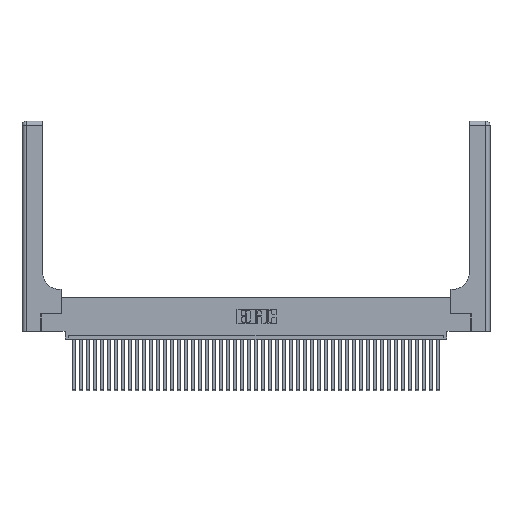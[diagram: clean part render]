
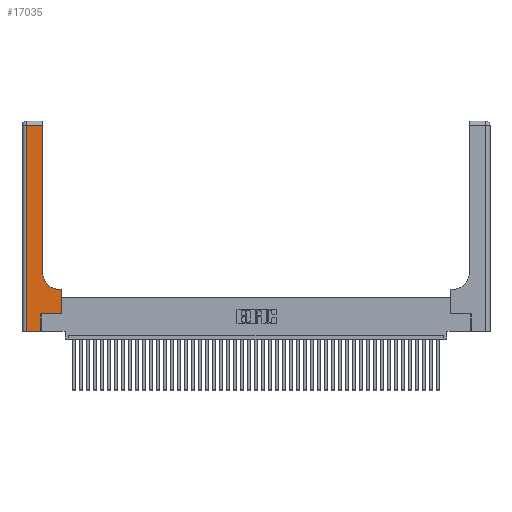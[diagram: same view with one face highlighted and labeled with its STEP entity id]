
A CAD part, top view. The second image highlights one B-rep face of the part: STEP entity #17035.
In plain terms, the highlighted planar face has unit normal (0, 0, 1).
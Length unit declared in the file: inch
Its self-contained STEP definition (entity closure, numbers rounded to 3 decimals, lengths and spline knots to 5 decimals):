
#327 = EDGE_CURVE ( 'NONE', #30650, #2392, #43159, .T. ) ;
#1092 = ORIENTED_EDGE ( 'NONE', *, *, #31781, .T. ) ;
#1344 = VERTEX_POINT ( 'NONE', #11009 ) ;
#1785 = EDGE_CURVE ( 'NONE', #1344, #15109, #15187, .T. ) ;
#2057 = CARTESIAN_POINT ( 'NONE',  ( 0.269, 0.25, 0.37 ) ) ;
#2392 = VERTEX_POINT ( 'NONE', #34025 ) ;
#4223 = LINE ( 'NONE', #19641, #27883 ) ;
#4965 = DIRECTION ( 'NONE',  ( 0., 1., 0. ) ) ;
#5244 = CARTESIAN_POINT ( 'NONE',  ( 0.5585, 0.25, 0.37 ) ) ;
#5421 = ORIENTED_EDGE ( 'NONE', *, *, #1785, .T. ) ;
#5471 = EDGE_LOOP ( 'NONE', ( #11649, #42592, #5421, #12385, #42538, #1092, #8443, #42676, #35944 ) ) ;
#5592 = EDGE_CURVE ( 'NONE', #11579, #10233, #4223, .T. ) ;
#6534 = DIRECTION ( 'NONE',  ( 1., 0., 0. ) ) ;
#8443 = ORIENTED_EDGE ( 'NONE', *, *, #30979, .T. ) ;
#9166 = LINE ( 'NONE', #40122, #28121 ) ;
#9399 = VERTEX_POINT ( 'NONE', #9820 ) ;
#9553 = VECTOR ( 'NONE', #24413, 39.37008 ) ;
#9820 = CARTESIAN_POINT ( 'NONE',  ( 0.5585, 0.6, 0.37 ) ) ;
#10233 = VERTEX_POINT ( 'NONE', #2057 ) ;
#10781 = EDGE_CURVE ( 'NONE', #15109, #11579, #17435, .T. ) ;
#11009 = CARTESIAN_POINT ( 'NONE',  ( 0.06, 2.94, 0.37 ) ) ;
#11579 = VERTEX_POINT ( 'NONE', #42331 ) ;
#11649 = ORIENTED_EDGE ( 'NONE', *, *, #17120, .T. ) ;
#12385 = ORIENTED_EDGE ( 'NONE', *, *, #10781, .T. ) ;
#13084 = VECTOR ( 'NONE', #16483, 39.37008 ) ;
#14295 = FACE_OUTER_BOUND ( 'NONE', #5471, .T. ) ;
#14805 = VECTOR ( 'NONE', #35862, 39.37008 ) ;
#15034 = LINE ( 'NONE', #18344, #39164 ) ;
#15109 = VERTEX_POINT ( 'NONE', #29376 ) ;
#15187 = LINE ( 'NONE', #25038, #21489 ) ;
#15695 = AXIS2_PLACEMENT_3D ( 'NONE', #38882, #18816, #25167 ) ;
#16483 = DIRECTION ( 'NONE',  ( -1., 0., 0. ) ) ;
#17035 = ADVANCED_FACE ( 'NONE', ( #14295 ), #39635, .F. ) ;
#17120 = EDGE_CURVE ( 'NONE', #2392, #21818, #23774, .T. ) ;
#17435 = LINE ( 'NONE', #42873, #24818 ) ;
#18344 = CARTESIAN_POINT ( 'NONE',  ( 0.5585, 0.25, 0.37 ) ) ;
#18816 = DIRECTION ( 'NONE',  ( 0., 0., -1. ) ) ;
#18874 = CARTESIAN_POINT ( 'NONE',  ( 0.2915, 3., 0.37 ) ) ;
#19641 = CARTESIAN_POINT ( 'NONE',  ( 0.269, 0., 0.37 ) ) ;
#19888 = EDGE_CURVE ( 'NONE', #21818, #1344, #24107, .T. ) ;
#21489 = VECTOR ( 'NONE', #33582, 39.37008 ) ;
#21490 = CARTESIAN_POINT ( 'NONE',  ( 0.2915, 2.94, 0.37 ) ) ;
#21818 = VERTEX_POINT ( 'NONE', #21490 ) ;
#23774 = LINE ( 'NONE', #18874, #14805 ) ;
#24107 = LINE ( 'NONE', #32085, #13084 ) ;
#24413 = DIRECTION ( 'NONE',  ( -1., 0., 0. ) ) ;
#24645 = EDGE_CURVE ( 'NONE', #9399, #30650, #29563, .T. ) ;
#24706 = CARTESIAN_POINT ( 'NONE',  ( 0.2915, 0.6, 0.37 ) ) ;
#24818 = VECTOR ( 'NONE', #43300, 39.37008 ) ;
#25038 = CARTESIAN_POINT ( 'NONE',  ( 0.06, 3., 0.37 ) ) ;
#25167 = DIRECTION ( 'NONE',  ( 1., 0., 0. ) ) ;
#26889 = DIRECTION ( 'NONE',  ( -1., 0., 0. ) ) ;
#27883 = VECTOR ( 'NONE', #43121, 39.37008 ) ;
#28121 = VECTOR ( 'NONE', #6534, 39.37008 ) ;
#29376 = CARTESIAN_POINT ( 'NONE',  ( 0.06, 0., 0.37 ) ) ;
#29563 = LINE ( 'NONE', #24706, #9553 ) ;
#30650 = VERTEX_POINT ( 'NONE', #33329 ) ;
#30979 = EDGE_CURVE ( 'NONE', #39476, #9399, #15034, .T. ) ;
#31781 = EDGE_CURVE ( 'NONE', #10233, #39476, #9166, .T. ) ;
#32085 = CARTESIAN_POINT ( 'NONE',  ( 0., 2.94, 0.37 ) ) ;
#32925 = AXIS2_PLACEMENT_3D ( 'NONE', #37253, #41637, #26889 ) ;
#33329 = CARTESIAN_POINT ( 'NONE',  ( 0.5415, 0.6, 0.37 ) ) ;
#33582 = DIRECTION ( 'NONE',  ( 0., -1., 0. ) ) ;
#34025 = CARTESIAN_POINT ( 'NONE',  ( 0.2915, 0.85, 0.37 ) ) ;
#35862 = DIRECTION ( 'NONE',  ( 0., 1., 0. ) ) ;
#35944 = ORIENTED_EDGE ( 'NONE', *, *, #327, .T. ) ;
#37253 = CARTESIAN_POINT ( 'NONE',  ( 0., 3., 0.37 ) ) ;
#38882 = CARTESIAN_POINT ( 'NONE',  ( 0.5415, 0.85, 0.37 ) ) ;
#39164 = VECTOR ( 'NONE', #4965, 39.37008 ) ;
#39476 = VERTEX_POINT ( 'NONE', #5244 ) ;
#39635 = PLANE ( 'NONE',  #32925 ) ;
#40122 = CARTESIAN_POINT ( 'NONE',  ( 0.269, 0.25, 0.37 ) ) ;
#41637 = DIRECTION ( 'NONE',  ( 0., 0., -1. ) ) ;
#42331 = CARTESIAN_POINT ( 'NONE',  ( 0.269, 0., 0.37 ) ) ;
#42538 = ORIENTED_EDGE ( 'NONE', *, *, #5592, .T. ) ;
#42592 = ORIENTED_EDGE ( 'NONE', *, *, #19888, .T. ) ;
#42676 = ORIENTED_EDGE ( 'NONE', *, *, #24645, .T. ) ;
#42873 = CARTESIAN_POINT ( 'NONE',  ( 0., 0., 0.37 ) ) ;
#43121 = DIRECTION ( 'NONE',  ( 0., 1., 0. ) ) ;
#43159 = CIRCLE ( 'NONE', #15695, 0.25 ) ;
#43300 = DIRECTION ( 'NONE',  ( 1., 0., 0. ) ) ;
